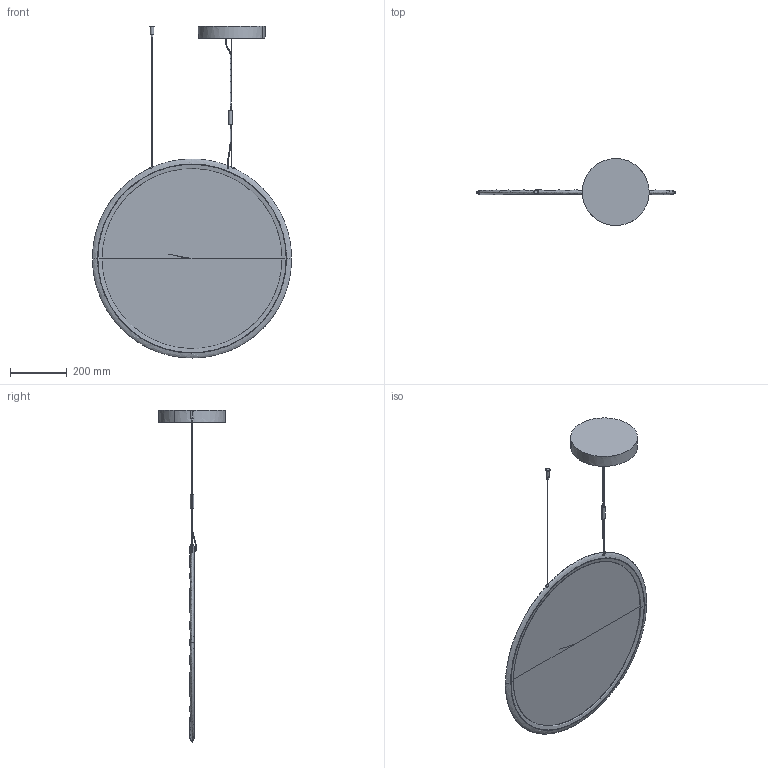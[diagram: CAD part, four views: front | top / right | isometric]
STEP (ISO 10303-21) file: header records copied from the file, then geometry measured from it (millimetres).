
FILE_DESCRIPTION(/* description */ (''),/* implementation_level */ '2;1');
FILE_NAME(/* name */ '3D 199200 - Discovery Vertical 70',/* time_stamp */ '2018-07-20T14:44:16+02:00',/* author */ (''),/* organization */ (''),/* preprocessor_version */ 'ST-DEVELOPER v10',/* originating_system */ '',/* authorisation */ '');
FILE_SCHEMA (('AUTOMOTIVE_DESIGN'));
Length unit declared in the file: millimetre
Products named in the file (1): 1
Bounding box: 704.03 x 236.39 x 1174.96 mm (x, y, z)
Volume: 1401653.7 mm3; surface area: 1017921.4 mm2
Topology: 5 solids, 10 shells, 214 faces, 522 edges, 323 vertices
Faces by surface type: bspline 195, plane 19
Entity records: 8254 total; most frequent: CARTESIAN_POINT 5382, ORIENTED_EDGE 1028, EDGE_CURVE 522, VERTEX_POINT 327, EDGE_LOOP 224, ADVANCED_FACE 214, FACE_OUTER_BOUND 214, B_SPLINE_CURVE_WITH_KNOTS 127
